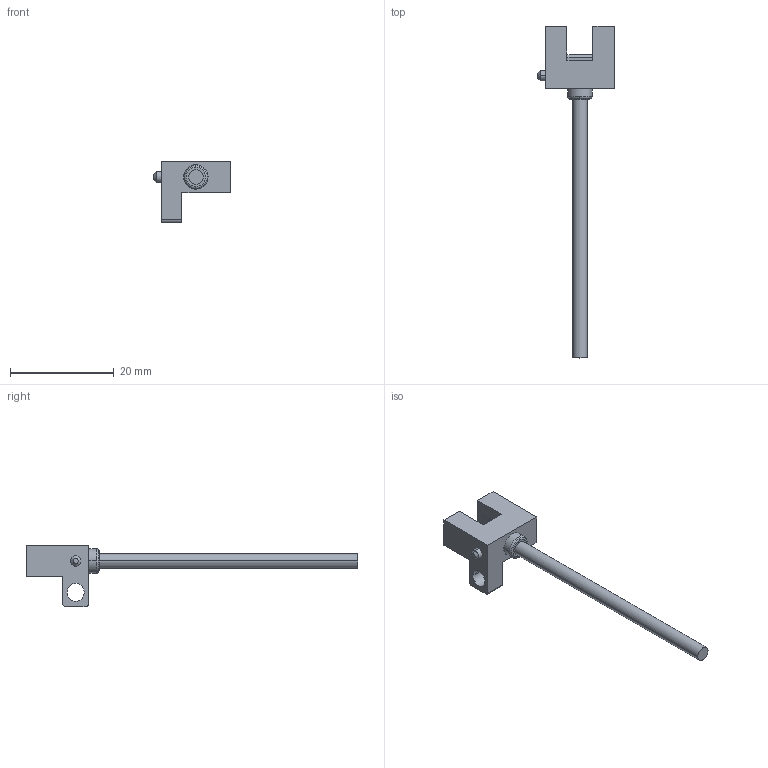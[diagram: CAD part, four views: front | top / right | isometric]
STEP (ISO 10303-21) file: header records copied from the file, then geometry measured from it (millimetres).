
FILE_DESCRIPTION((''),'2;1');
FILE_NAME('SR-204','2021-11-05T',('Gavin'),(''),'PRO/ENGINEER BY PARAMETRIC TECHNOLOGY CORPORATION, 2009440','PRO/ENGINEER BY PARAMETRIC TECHNOLOGY CORPORATION, 2009440','');
FILE_SCHEMA(('CONFIG_CONTROL_DESIGN'));
Length unit declared in the file: millimetre
Products named in the file (1): SR-204
Bounding box: 14.9 x 64.1 x 11.8 mm (x, y, z)
Volume: 1217 mm3; surface area: 1239.9 mm2
Topology: 1 solids, 1 shells, 58 faces, 154 edges, 103 vertices
Faces by surface type: plane 42, cylinder 10, torus 4, cone 2
Entity records: 1841 total; most frequent: CARTESIAN_POINT 315, ORIENTED_EDGE 308, DIRECTION 303, EDGE_CURVE 154, VECTOR 121, LINE 121, VERTEX_POINT 103, AXIS2_PLACEMENT_3D 91
